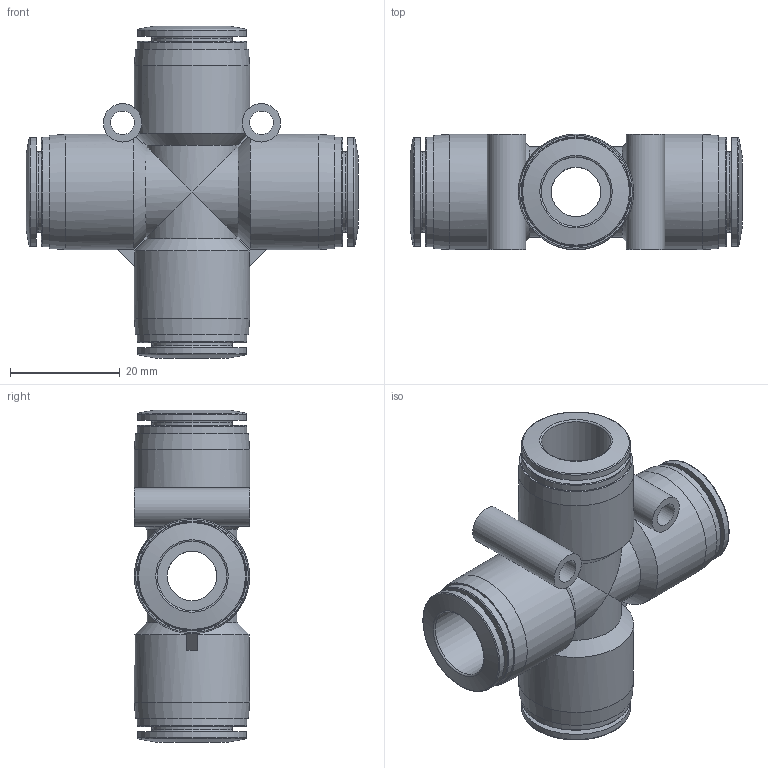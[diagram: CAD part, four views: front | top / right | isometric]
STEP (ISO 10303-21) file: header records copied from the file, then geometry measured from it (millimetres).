
FILE_DESCRIPTION(/* description */ ('STEP AP214'),/* implementation_level */ '2;1');
FILE_NAME(/* name */ '564783_QBX-1_2T-U',/* time_stamp */ '2024-09-14T04:42:50+02:00',/* author */ ('License CC BY-ND 4.0'),/* organization */ ('CADENAS'),/* preprocessor_version */ 'ST-DEVELOPER v19.3',/* originating_system */ 'PARTsolutions',/* authorisation */ ' ');
FILE_SCHEMA (('AUTOMOTIVE_DESIGN {1 0 10303 214 3 1 1}'));
Length unit declared in the file: millimetre
Products named in the file (1): 564783 QBX-1/2T-U
Bounding box: 60.5 x 21 x 60.5 mm (x, y, z)
Volume: 20496.8 mm3; surface area: 13737.8 mm2
Topology: 1 solids, 1 shells, 98 faces, 219 edges, 135 vertices
Faces by surface type: cylinder 36, plane 30, cone 20, torus 12
Full cylindrical faces by diameter (mm): 4.3 x2, 7 x2, 9 x4, 12.6 x4, 14.6 x4, 19.8 x4, 20 x4, 21 x4
Entity records: 3211 total; most frequent: CARTESIAN_POINT 523, DIRECTION 434, ORIENTED_EDGE 320, AXIS2_PLACEMENT_3D 203, EDGE_LOOP 172, FACE_BOUND 172, EDGE_CURVE 160, VERTEX_POINT 128
